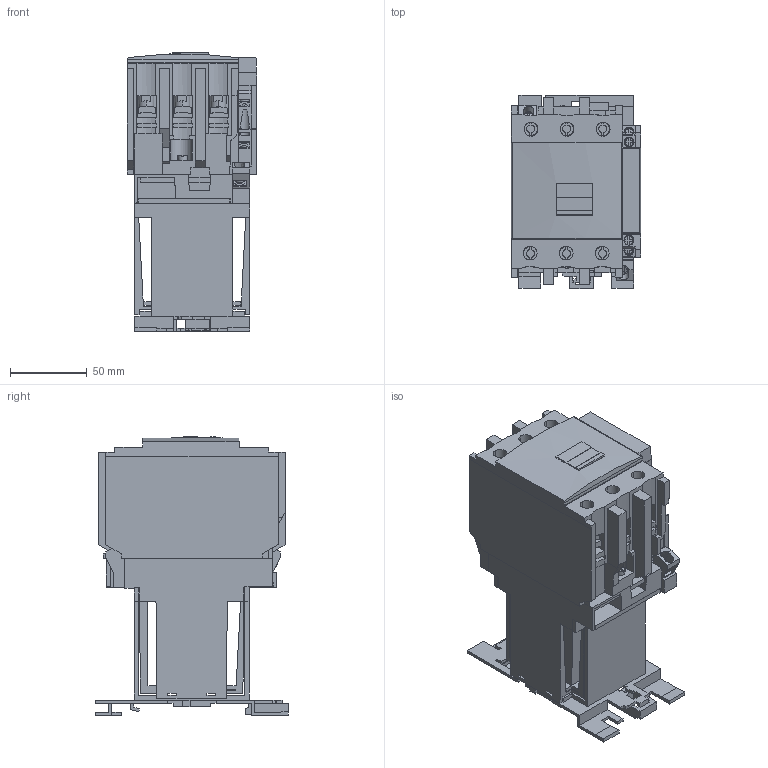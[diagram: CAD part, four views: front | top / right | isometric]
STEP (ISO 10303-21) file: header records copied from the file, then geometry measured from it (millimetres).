
FILE_DESCRIPTION((''),'2;1');
FILE_NAME('LC1D80BD_3D-SIMPLIFIED_ASM','2022-08-10T11:52:52',('SESA617601'),('Schneider-Electric'),'CREO PARAMETRIC BY PTC INC, 2021284','CREO PARAMETRIC BY PTC INC, 2021284','');
FILE_SCHEMA(('AP242_MANAGED_MODEL_BASED_3D_ENGINEERING_MIM_LF { 1 0 10303 442 1 1 4 }'));
Length unit declared in the file: millimetre
Products named in the file (2): LC1D80-95-DC4; LC1D80BD_3D-SIMPLIFIED_ASM
Assembly tree (1 placements, depth 2):
  LC1D80BD_3D-SIMPLIFIED_ASM
    LC1D80-95-DC4
Bounding box: 84.5 x 126.49 x 181.88 mm (x, y, z)
Volume: 1063223.5 mm3; surface area: 166722.6 mm2
Topology: 1 solids, 1 shells, 1100 faces, 3238 edges, 2124 vertices
Faces by surface type: plane 934, cylinder 108, extrusion 52, cone 4, bspline 2
Entity records: 44737 total; most frequent: CARTESIAN_POINT 7921, ORIENTED_EDGE 6476, DIRECTION 5520, EDGE_CURVE 3238, VECTOR 2774, LINE 2722, VERTEX_POINT 2124, AXIS2_PLACEMENT_3D 1373
